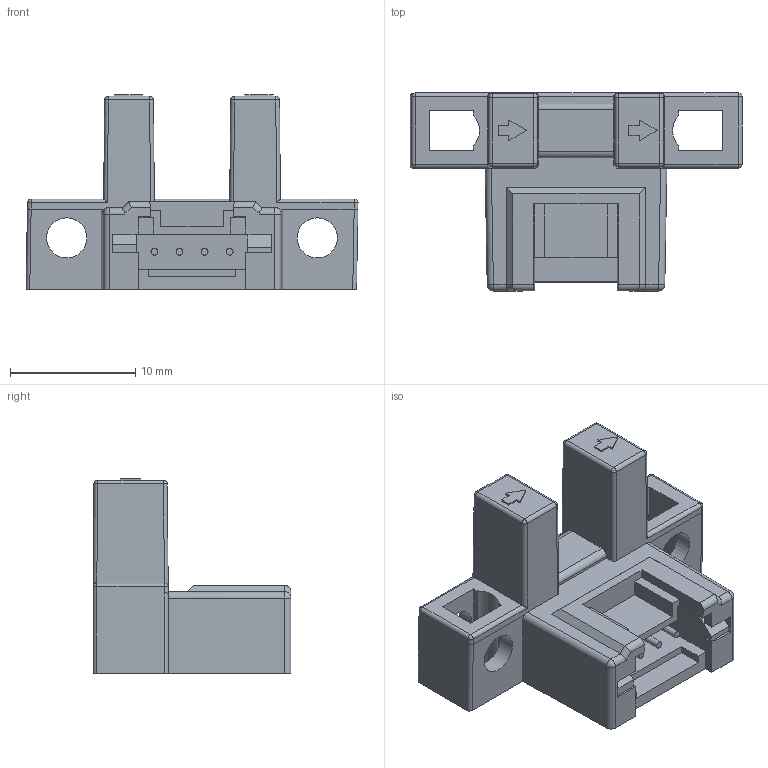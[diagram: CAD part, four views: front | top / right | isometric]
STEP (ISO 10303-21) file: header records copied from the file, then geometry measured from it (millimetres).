
FILE_DESCRIPTION(/* description */ (''),/* implementation_level */ '2;1');
FILE_NAME(/* name */ '',/* time_stamp */ '2024-02-19T16:12:28+08:00',/* author */ (''),/* organization */ (''),/* preprocessor_version */ 'ST-DEVELOPER v14',/* originating_system */ 'SIEMENS PLM Software NX 8.0',/* authorisation */ '');
FILE_SCHEMA (('AUTOMOTIVE_DESIGN { 1 0 10303 214 3 1 1 1 }'));
Length unit declared in the file: millimetre
Products named in the file (1): Admi453CBD7F2y64
Bounding box: 26.49 x 15.79 x 15.52 mm (x, y, z)
Volume: 1922.2 mm3; surface area: 1882.8 mm2
Topology: 1 solids, 1 shells, 212 faces, 557 edges, 344 vertices
Faces by surface type: plane 137, cylinder 57, sphere 14, bspline 4
Full cylindrical faces by diameter (mm): 0.55 x4, 3.2 x4
Entity records: 6669 total; most frequent: CARTESIAN_POINT 1214, ORIENTED_EDGE 1074, DIRECTION 1061, EDGE_CURVE 537, LINE 427, VECTOR 427, VERTEX_POINT 342, AXIS2_PLACEMENT_3D 317
